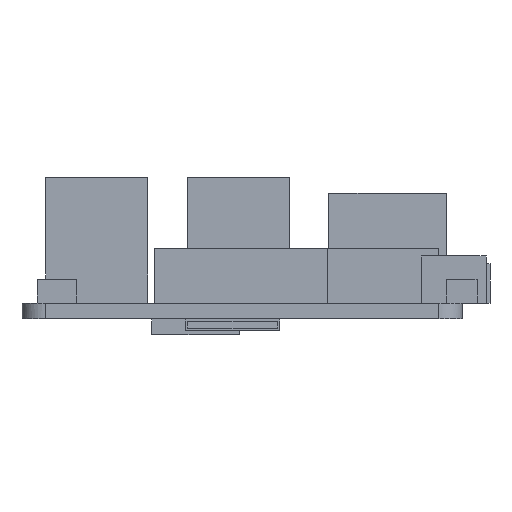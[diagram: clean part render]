
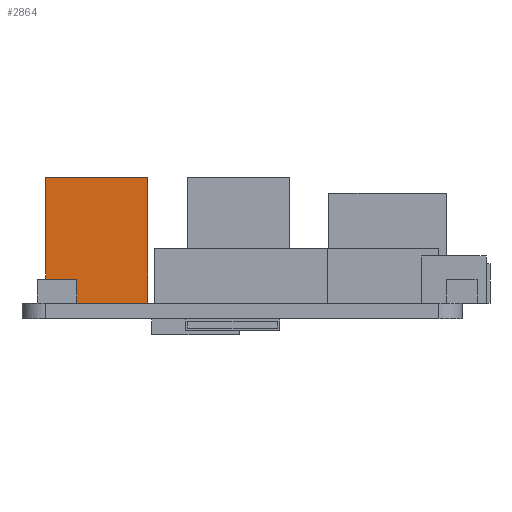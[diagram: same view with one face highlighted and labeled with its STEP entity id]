
A CAD part, left-side view. The second image highlights one B-rep face of the part: STEP entity #2864.
In plain terms, the highlighted free-form (B-spline) face has degree [1, 1] with [2, 2] control points.
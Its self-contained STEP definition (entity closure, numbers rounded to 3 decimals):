
#863 = VERTEX_POINT('',#864);
#864 = CARTESIAN_POINT('',(109.145,72.763,
    2.695));
#869 = EDGE_CURVE('',#863,#870,#872,.T.);
#870 = VERTEX_POINT('',#871);
#871 = CARTESIAN_POINT('',(109.145,90.28,
    2.695));
#872 = B_SPLINE_CURVE_WITH_KNOTS('',1,(#873,#874),.UNSPECIFIED.,.F.,.F.,
  (2,2),(-0.05,1.25),.PIECEWISE_BEZIER_KNOTS.);
#873 = CARTESIAN_POINT('',(109.145,72.763,
    2.695));
#874 = CARTESIAN_POINT('',(109.145,90.28,
    2.695));
#2864 = ADVANCED_FACE('',(#2865),#2887,.T.);
#2865 = FACE_BOUND('',#2866,.T.);
#2866 = EDGE_LOOP('',(#2867,#2868,#2875,#2882));
#2867 = ORIENTED_EDGE('',*,*,#869,.F.);
#2868 = ORIENTED_EDGE('',*,*,#2869,.T.);
#2869 = EDGE_CURVE('',#863,#2870,#2872,.T.);
#2870 = VERTEX_POINT('',#2871);
#2871 = CARTESIAN_POINT('',(109.145,72.763,
    24.254));
#2872 = B_SPLINE_CURVE_WITH_KNOTS('',1,(#2873,#2874),.UNSPECIFIED.,.F.,
  .F.,(2,2),(0.,1.6),.PIECEWISE_BEZIER_KNOTS.);
#2873 = CARTESIAN_POINT('',(109.145,72.763,
    2.695));
#2874 = CARTESIAN_POINT('',(109.145,72.763,
    24.254));
#2875 = ORIENTED_EDGE('',*,*,#2876,.F.);
#2876 = EDGE_CURVE('',#2877,#2870,#2879,.T.);
#2877 = VERTEX_POINT('',#2878);
#2878 = CARTESIAN_POINT('',(109.145,90.28,
    24.254));
#2879 = B_SPLINE_CURVE_WITH_KNOTS('',1,(#2880,#2881),.UNSPECIFIED.,.F.,
  .F.,(2,2),(-1.3,0.),.PIECEWISE_BEZIER_KNOTS.);
#2880 = CARTESIAN_POINT('',(109.145,90.28,
    24.254));
#2881 = CARTESIAN_POINT('',(109.145,72.763,
    24.254));
#2882 = ORIENTED_EDGE('',*,*,#2883,.F.);
#2883 = EDGE_CURVE('',#870,#2877,#2884,.T.);
#2884 = B_SPLINE_CURVE_WITH_KNOTS('',1,(#2885,#2886),.UNSPECIFIED.,.F.,
  .F.,(2,2),(0.,1.6),.PIECEWISE_BEZIER_KNOTS.);
#2885 = CARTESIAN_POINT('',(109.145,90.28,
    2.695));
#2886 = CARTESIAN_POINT('',(109.145,90.28,
    24.254));
#2887 = B_SPLINE_SURFACE_WITH_KNOTS('',1,1,(
    (#2888,#2889)
    ,(#2890,#2891
    )),.UNSPECIFIED.,.F.,.F.,.F.,(2,2),(2,2),(-0.001,1.301),(-0.001,
    1.601),.PIECEWISE_BEZIER_KNOTS.);
#2888 = CARTESIAN_POINT('',(109.145,90.294,
    2.681));
#2889 = CARTESIAN_POINT('',(109.145,90.294,
    24.268));
#2890 = CARTESIAN_POINT('',(109.145,72.75,
    2.681));
#2891 = CARTESIAN_POINT('',(109.145,72.75,
    24.268));
